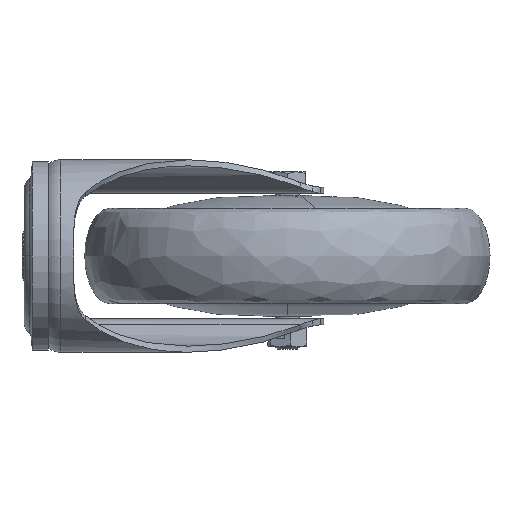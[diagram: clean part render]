
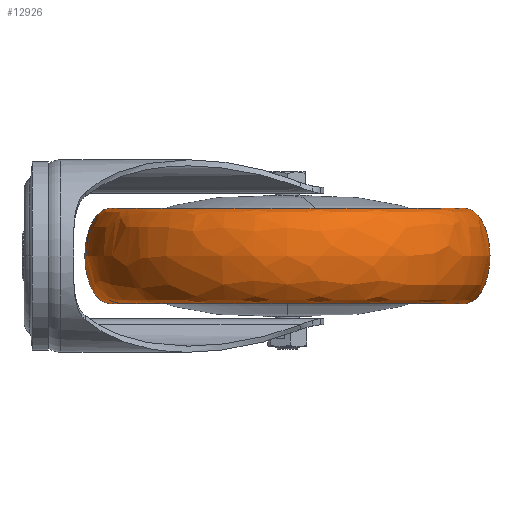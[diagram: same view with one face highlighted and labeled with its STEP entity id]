
A CAD part, left-side view. The second image highlights one B-rep face of the part: STEP entity #12926.
In plain terms, the highlighted free-form (B-spline) face has degree [3, 3] with [4, 4] control points.
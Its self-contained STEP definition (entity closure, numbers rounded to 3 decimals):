
#1221 = CARTESIAN_POINT ( 'NONE',  ( 55.546, -218.5, -194.205 ) ) ;
#1352 = CARTESIAN_POINT ( 'NONE',  ( 55.546, -243.5, -241.205 ) ) ;
#1437 = CARTESIAN_POINT ( 'NONE',  ( 55.546, -218.5, -194.205 ) ) ;
#2333 = CARTESIAN_POINT ( 'NONE',  ( 55.546, -43.5, -194.205 ) ) ;
#3535 = EDGE_CURVE ( 'NONE', #22574, #4634, #9404, .T. ) ;
#4280 = ORIENTED_EDGE ( 'NONE', *, *, #22090, .T. ) ;
#4604 = CARTESIAN_POINT ( 'NONE',  ( 55.546, -43.5, -241.205 ) ) ;
#4609 = CARTESIAN_POINT ( 'NONE',  ( 55.546, -218.5, -241.205 ) ) ;
#4634 = VERTEX_POINT ( 'NONE', #17960 ) ;
#4810 = DIRECTION ( 'NONE',  ( 0., 0., 1. ) ) ;
#5001 = EDGE_LOOP ( 'NONE', ( #6049, #4280, #24190, #15736 ) ) ;
#6049 = ORIENTED_EDGE ( 'NONE', *, *, #3535, .F. ) ;
#6595 = CARTESIAN_POINT ( 'NONE',  ( 55.546, -218.5, -241.205 ) ) ;
#6599 = CARTESIAN_POINT ( 'NONE',  ( 55.546, -18.5, -194.205 ) ) ;
#6713 = CARTESIAN_POINT ( 'NONE',  ( 55.546, -18.5, -194.205 ) ) ;
#7550 = DIRECTION ( 'NONE',  ( -1., 0., 0. ) ) ;
#8596 = CARTESIAN_POINT ( 'NONE',  ( -119.454, -43.5, -241.205 ) ) ;
#9404 = CIRCLE ( 'NONE', #14575, 87.5 ) ;
#10461 = CARTESIAN_POINT ( 'NONE',  ( -169.454, -243.5, -241.205 ) ) ;
#10534 = CARTESIAN_POINT ( 'NONE',  ( 55.546, -218.5, -241.205 ) ) ;
#12227 = CARTESIAN_POINT ( 'NONE',  ( -119.454, -218.5, -194.205 ) ) ;
#12466 = FACE_OUTER_BOUND ( 'NONE', #5001, .T. ) ;
#12724 = CARTESIAN_POINT ( 'NONE',  ( 55.546, -243.5, -194.205 ) ) ;
#12802 = CARTESIAN_POINT ( 'NONE',  ( 55.546, -131., -241.205 ) ) ;
#12926 = ADVANCED_FACE ( 'NONE', ( #12466 ), #13537, .T. ) ;
#13537 =( BOUNDED_SURFACE ( )  B_SPLINE_SURFACE ( 3, 3, ( 
 ( #14083, #18333, #12227, #1221 ),
 ( #6713, #16083, #24082, #12724 ),
 ( #16561, #18460, #10461, #1352 ),
 ( #4604, #8596, #19826, #6595 ) ),
 .UNSPECIFIED., .F., .F., .F. ) 
 B_SPLINE_SURFACE_WITH_KNOTS ( ( 4, 4 ),
 ( 4, 4 ),
 ( 0., 1. ),
 ( 0., 1. ),
 .UNSPECIFIED. ) 
 GEOMETRIC_REPRESENTATION_ITEM ( )  RATIONAL_B_SPLINE_SURFACE ( (
 ( 1., 0.333, 0.333, 1.),
 ( 0.333, 0.111, 0.111, 0.333),
 ( 0.333, 0.111, 0.111, 0.333),
 ( 1., 0.333, 0.333, 1.) ) ) 
 REPRESENTATION_ITEM ( '' )  SURFACE ( )  );
#14083 = CARTESIAN_POINT ( 'NONE',  ( 55.546, -43.5, -194.205 ) ) ;
#14408 = CARTESIAN_POINT ( 'NONE',  ( 55.546, -243.5, -194.205 ) ) ;
#14575 = AXIS2_PLACEMENT_3D ( 'NONE', #15149, #18674, #7550 ) ;
#15149 = CARTESIAN_POINT ( 'NONE',  ( 55.546, -131., -194.205 ) ) ;
#15616 = VERTEX_POINT ( 'NONE', #4609 ) ;
#15736 = ORIENTED_EDGE ( 'NONE', *, *, #20545, .F. ) ;
#16083 = CARTESIAN_POINT ( 'NONE',  ( -169.454, -18.5, -194.205 ) ) ;
#16561 = CARTESIAN_POINT ( 'NONE',  ( 55.546, -18.5, -241.205 ) ) ;
#17121 = VERTEX_POINT ( 'NONE', #24667 ) ;
#17575 = CARTESIAN_POINT ( 'NONE',  ( 55.546, -43.5, -241.205 ) ) ;
#17836 = CARTESIAN_POINT ( 'NONE',  ( 55.546, -18.5, -241.205 ) ) ;
#17960 = CARTESIAN_POINT ( 'NONE',  ( 55.546, -218.5, -194.205 ) ) ;
#18333 = CARTESIAN_POINT ( 'NONE',  ( -119.454, -43.5, -194.205 ) ) ;
#18460 = CARTESIAN_POINT ( 'NONE',  ( -169.454, -18.5, -241.205 ) ) ;
#18674 = DIRECTION ( 'NONE',  ( 0., 0., 1. ) ) ;
#19468 = AXIS2_PLACEMENT_3D ( 'NONE', #12802, #4810, #24187 ) ;
#19826 = CARTESIAN_POINT ( 'NONE',  ( -119.454, -218.5, -241.205 ) ) ;
#20015 = CARTESIAN_POINT ( 'NONE',  ( 55.546, -243.5, -241.205 ) ) ;
#20235 =( BOUNDED_CURVE ( )  B_SPLINE_CURVE ( 3, ( #1437, #14408, #20015, #10534 ),
 .UNSPECIFIED., .F., .F. ) 
 B_SPLINE_CURVE_WITH_KNOTS ( ( 4, 4 ),
 ( 0., 1. ),
 .UNSPECIFIED. ) 
 CURVE ( )  GEOMETRIC_REPRESENTATION_ITEM ( )  RATIONAL_B_SPLINE_CURVE ( ( 1., 0.333, 0.333, 1. ) ) 
 REPRESENTATION_ITEM ( '' )  );
#20545 = EDGE_CURVE ( 'NONE', #4634, #15616, #20235, .T. ) ;
#21889 = CIRCLE ( 'NONE', #19468, 87.5 ) ;
#22090 = EDGE_CURVE ( 'NONE', #22574, #17121, #23480, .T. ) ;
#22574 = VERTEX_POINT ( 'NONE', #2333 ) ;
#22962 = EDGE_CURVE ( 'NONE', #17121, #15616, #21889, .T. ) ;
#23480 =( BOUNDED_CURVE ( )  B_SPLINE_CURVE ( 3, ( #23490, #6599, #17836, #17575 ),
 .UNSPECIFIED., .F., .F. ) 
 B_SPLINE_CURVE_WITH_KNOTS ( ( 4, 4 ),
 ( 0., 1. ),
 .UNSPECIFIED. ) 
 CURVE ( )  GEOMETRIC_REPRESENTATION_ITEM ( )  RATIONAL_B_SPLINE_CURVE ( ( 1., 0.333, 0.333, 1. ) ) 
 REPRESENTATION_ITEM ( '' )  );
#23490 = CARTESIAN_POINT ( 'NONE',  ( 55.546, -43.5, -194.205 ) ) ;
#24082 = CARTESIAN_POINT ( 'NONE',  ( -169.454, -243.5, -194.205 ) ) ;
#24187 = DIRECTION ( 'NONE',  ( -1., 0., 0. ) ) ;
#24190 = ORIENTED_EDGE ( 'NONE', *, *, #22962, .T. ) ;
#24667 = CARTESIAN_POINT ( 'NONE',  ( 55.546, -43.5, -241.205 ) ) ;
